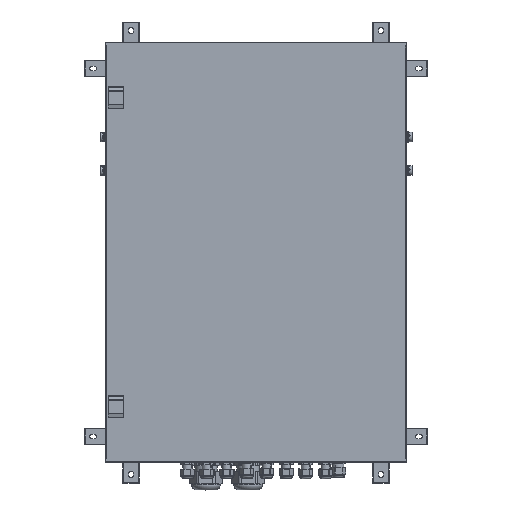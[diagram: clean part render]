
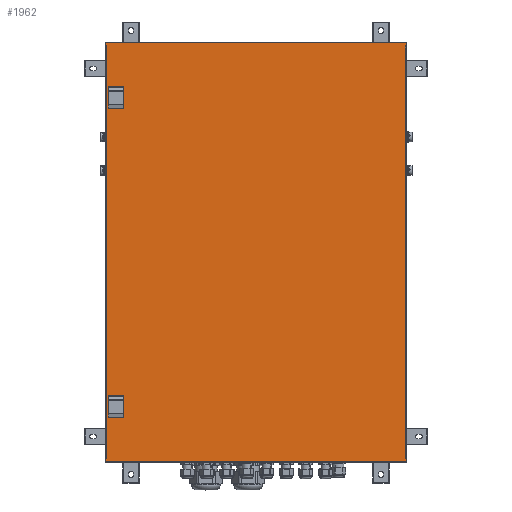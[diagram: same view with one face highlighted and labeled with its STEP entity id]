
A CAD part, top view. The second image highlights one B-rep face of the part: STEP entity #1962.
In plain terms, the highlighted planar face has unit normal (0, 0, 1).
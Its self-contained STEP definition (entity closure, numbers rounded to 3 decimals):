
#1933=AXIS2_PLACEMENT_3D('Plane Axis2P3D',#1930,#1931,#1932) ;
#176=CARTESIAN_POINT('Vertex',(571.119,55.241,316.999)) ;
#179=CARTESIAN_POINT('Line Origine',(572.219,55.241,316.999)) ;
#183=CARTESIAN_POINT('Vertex',(573.32,55.241,316.999)) ;
#246=CARTESIAN_POINT('Vertex',(571.118,790.261,316.999)) ;
#249=CARTESIAN_POINT('Line Origine',(571.118,788.029,316.999)) ;
#253=CARTESIAN_POINT('Vertex',(571.118,785.797,316.999)) ;
#256=CARTESIAN_POINT('Line Origine',(571.118,420.519,316.999)) ;
#280=CARTESIAN_POINT('Vertex',(573.32,790.261,316.999)) ;
#283=CARTESIAN_POINT('Line Origine',(572.219,790.261,316.999)) ;
#301=CARTESIAN_POINT('Line Origine',(573.32,52.339,316.999)) ;
#305=CARTESIAN_POINT('Vertex',(573.32,49.437,316.999)) ;
#354=CARTESIAN_POINT('Vertex',(573.32,796.046,316.999)) ;
#357=CARTESIAN_POINT('Line Origine',(573.32,793.154,316.999)) ;
#383=CARTESIAN_POINT('Line Origine',(305.06,796.046,316.999)) ;
#387=CARTESIAN_POINT('Vertex',(36.8,796.046,316.999)) ;
#602=CARTESIAN_POINT('Line Origine',(305.06,49.437,316.999)) ;
#606=CARTESIAN_POINT('Vertex',(36.8,49.437,316.999)) ;
#627=CARTESIAN_POINT('Line Origine',(55.56,167.74,316.999)) ;
#631=CARTESIAN_POINT('Vertex',(42.06,167.74,316.999)) ;
#633=CARTESIAN_POINT('Vertex',(69.06,167.74,316.999)) ;
#668=CARTESIAN_POINT('Line Origine',(69.06,147.74,316.999)) ;
#672=CARTESIAN_POINT('Vertex',(69.06,127.74,316.999)) ;
#759=CARTESIAN_POINT('Vertex',(42.06,127.74,316.999)) ;
#762=CARTESIAN_POINT('Line Origine',(55.56,127.74,316.999)) ;
#780=CARTESIAN_POINT('Line Origine',(55.56,717.74,316.999)) ;
#784=CARTESIAN_POINT('Vertex',(42.06,717.74,316.999)) ;
#786=CARTESIAN_POINT('Vertex',(69.06,717.74,316.999)) ;
#816=CARTESIAN_POINT('Line Origine',(69.06,697.74,316.999)) ;
#820=CARTESIAN_POINT('Vertex',(69.06,677.74,316.999)) ;
#907=CARTESIAN_POINT('Vertex',(42.06,677.74,316.999)) ;
#910=CARTESIAN_POINT('Line Origine',(55.56,677.74,316.999)) ;
#932=CARTESIAN_POINT('Vertex',(36.8,790.261,316.999)) ;
#937=CARTESIAN_POINT('Line Origine',(36.8,793.154,316.999)) ;
#942=CARTESIAN_POINT('Line Origine',(36.8,52.339,316.999)) ;
#946=CARTESIAN_POINT('Vertex',(36.8,55.241,316.999)) ;
#1527=CARTESIAN_POINT('Vertex',(39.,55.241,316.999)) ;
#1530=CARTESIAN_POINT('Line Origine',(37.9,55.241,316.999)) ;
#1547=CARTESIAN_POINT('Vertex',(39.002,790.261,316.999)) ;
#1550=CARTESIAN_POINT('Line Origine',(37.901,790.261,316.999)) ;
#1669=CARTESIAN_POINT('Line Origine',(39.001,422.751,316.999)) ;
#1892=CARTESIAN_POINT('Line Origine',(42.06,147.74,316.999)) ;
#1911=CARTESIAN_POINT('Line Origine',(42.06,697.74,316.999)) ;
#1930=CARTESIAN_POINT('Axis2P3D Location',(305.06,422.725,316.999)) ;
#180=DIRECTION('Vector Direction',(1.,0.,0.)) ;
#250=DIRECTION('Vector Direction',(0.,1.,0.)) ;
#257=DIRECTION('Vector Direction',(0.,-1.,0.)) ;
#284=DIRECTION('Vector Direction',(1.,0.,0.)) ;
#302=DIRECTION('Vector Direction',(0.,-1.,0.)) ;
#358=DIRECTION('Vector Direction',(0.,-1.,0.)) ;
#384=DIRECTION('Vector Direction',(1.,0.,0.)) ;
#603=DIRECTION('Vector Direction',(1.,0.,0.)) ;
#628=DIRECTION('Vector Direction',(1.,0.,0.)) ;
#669=DIRECTION('Vector Direction',(0.,-1.,0.)) ;
#763=DIRECTION('Vector Direction',(1.,0.,0.)) ;
#781=DIRECTION('Vector Direction',(1.,0.,0.)) ;
#817=DIRECTION('Vector Direction',(0.,-1.,0.)) ;
#911=DIRECTION('Vector Direction',(1.,0.,0.)) ;
#938=DIRECTION('Vector Direction',(0.,1.,0.)) ;
#943=DIRECTION('Vector Direction',(0.,1.,0.)) ;
#1531=DIRECTION('Vector Direction',(1.,0.,0.)) ;
#1551=DIRECTION('Vector Direction',(1.,0.,0.)) ;
#1670=DIRECTION('Vector Direction',(0.,1.,0.)) ;
#1893=DIRECTION('Vector Direction',(0.,-1.,0.)) ;
#1912=DIRECTION('Vector Direction',(0.,-1.,0.)) ;
#1931=DIRECTION('Axis2P3D Direction',(0.,0.,1.)) ;
#1932=DIRECTION('Axis2P3D XDirection',(0.,-1.,0.)) ;
#181=VECTOR('Line Direction',#180,1.) ;
#251=VECTOR('Line Direction',#250,1.) ;
#258=VECTOR('Line Direction',#257,1.) ;
#285=VECTOR('Line Direction',#284,1.) ;
#303=VECTOR('Line Direction',#302,1.) ;
#359=VECTOR('Line Direction',#358,1.) ;
#385=VECTOR('Line Direction',#384,1.) ;
#604=VECTOR('Line Direction',#603,1.) ;
#629=VECTOR('Line Direction',#628,1.) ;
#670=VECTOR('Line Direction',#669,1.) ;
#764=VECTOR('Line Direction',#763,1.) ;
#782=VECTOR('Line Direction',#781,1.) ;
#818=VECTOR('Line Direction',#817,1.) ;
#912=VECTOR('Line Direction',#911,1.) ;
#939=VECTOR('Line Direction',#938,1.) ;
#944=VECTOR('Line Direction',#943,1.) ;
#1532=VECTOR('Line Direction',#1531,1.) ;
#1552=VECTOR('Line Direction',#1551,1.) ;
#1671=VECTOR('Line Direction',#1670,1.) ;
#1894=VECTOR('Line Direction',#1893,1.) ;
#1913=VECTOR('Line Direction',#1912,1.) ;
#1936=ORIENTED_EDGE('',*,*,#389,.F.) ;
#1937=ORIENTED_EDGE('',*,*,#941,.F.) ;
#1938=ORIENTED_EDGE('',*,*,#1554,.T.) ;
#1939=ORIENTED_EDGE('',*,*,#1673,.F.) ;
#1940=ORIENTED_EDGE('',*,*,#1534,.F.) ;
#1941=ORIENTED_EDGE('',*,*,#948,.F.) ;
#1942=ORIENTED_EDGE('',*,*,#608,.F.) ;
#1943=ORIENTED_EDGE('',*,*,#307,.F.) ;
#1944=ORIENTED_EDGE('',*,*,#185,.F.) ;
#1945=ORIENTED_EDGE('',*,*,#260,.F.) ;
#1946=ORIENTED_EDGE('',*,*,#255,.F.) ;
#1947=ORIENTED_EDGE('',*,*,#287,.T.) ;
#1948=ORIENTED_EDGE('',*,*,#361,.F.) ;
#1951=ORIENTED_EDGE('',*,*,#788,.T.) ;
#1952=ORIENTED_EDGE('',*,*,#822,.T.) ;
#1953=ORIENTED_EDGE('',*,*,#914,.F.) ;
#1954=ORIENTED_EDGE('',*,*,#1915,.T.) ;
#1957=ORIENTED_EDGE('',*,*,#674,.T.) ;
#1958=ORIENTED_EDGE('',*,*,#766,.F.) ;
#1959=ORIENTED_EDGE('',*,*,#1896,.T.) ;
#1960=ORIENTED_EDGE('',*,*,#635,.T.) ;
#1955=FACE_BOUND('',#1950,.T.) ;
#1961=FACE_BOUND('',#1956,.T.) ;
#1962=ADVANCED_FACE('GEHAEUSE',(#1949,#1955,#1961),#1934,.T.) ;
#185=EDGE_CURVE('',#177,#184,#182,.T.) ;
#255=EDGE_CURVE('',#247,#254,#252,.F.) ;
#260=EDGE_CURVE('',#254,#177,#259,.T.) ;
#287=EDGE_CURVE('',#247,#281,#286,.T.) ;
#307=EDGE_CURVE('',#184,#306,#304,.T.) ;
#361=EDGE_CURVE('',#355,#281,#360,.T.) ;
#389=EDGE_CURVE('',#388,#355,#386,.T.) ;
#608=EDGE_CURVE('',#306,#607,#605,.F.) ;
#635=EDGE_CURVE('',#632,#634,#630,.T.) ;
#674=EDGE_CURVE('',#634,#673,#671,.T.) ;
#766=EDGE_CURVE('',#760,#673,#765,.T.) ;
#788=EDGE_CURVE('',#785,#787,#783,.T.) ;
#822=EDGE_CURVE('',#787,#821,#819,.T.) ;
#914=EDGE_CURVE('',#908,#821,#913,.T.) ;
#941=EDGE_CURVE('',#933,#388,#940,.T.) ;
#948=EDGE_CURVE('',#607,#947,#945,.T.) ;
#1534=EDGE_CURVE('',#947,#1528,#1533,.T.) ;
#1554=EDGE_CURVE('',#933,#1548,#1553,.T.) ;
#1673=EDGE_CURVE('',#1528,#1548,#1672,.T.) ;
#1896=EDGE_CURVE('',#760,#632,#1895,.F.) ;
#1915=EDGE_CURVE('',#908,#785,#1914,.F.) ;
#1935=EDGE_LOOP('',(#1936,#1937,#1938,#1939,#1940,#1941,#1942,#1943,#1944,#1945,#1946,#1947,#1948)) ;
#1950=EDGE_LOOP('',(#1951,#1952,#1953,#1954)) ;
#1956=EDGE_LOOP('',(#1957,#1958,#1959,#1960)) ;
#1949=FACE_OUTER_BOUND('',#1935,.T.) ;
#182=LINE('Line',#179,#181) ;
#252=LINE('Line',#249,#251) ;
#259=LINE('Line',#256,#258) ;
#286=LINE('Line',#283,#285) ;
#304=LINE('Line',#301,#303) ;
#360=LINE('Line',#357,#359) ;
#386=LINE('Line',#383,#385) ;
#605=LINE('Line',#602,#604) ;
#630=LINE('Line',#627,#629) ;
#671=LINE('Line',#668,#670) ;
#765=LINE('Line',#762,#764) ;
#783=LINE('Line',#780,#782) ;
#819=LINE('Line',#816,#818) ;
#913=LINE('Line',#910,#912) ;
#940=LINE('Line',#937,#939) ;
#945=LINE('Line',#942,#944) ;
#1533=LINE('Line',#1530,#1532) ;
#1553=LINE('Line',#1550,#1552) ;
#1672=LINE('Line',#1669,#1671) ;
#1895=LINE('Line',#1892,#1894) ;
#1914=LINE('Line',#1911,#1913) ;
#1934=PLANE('',#1933) ;
#177=VERTEX_POINT('',#176) ;
#184=VERTEX_POINT('',#183) ;
#247=VERTEX_POINT('',#246) ;
#254=VERTEX_POINT('',#253) ;
#281=VERTEX_POINT('',#280) ;
#306=VERTEX_POINT('',#305) ;
#355=VERTEX_POINT('',#354) ;
#388=VERTEX_POINT('',#387) ;
#607=VERTEX_POINT('',#606) ;
#632=VERTEX_POINT('',#631) ;
#634=VERTEX_POINT('',#633) ;
#673=VERTEX_POINT('',#672) ;
#760=VERTEX_POINT('',#759) ;
#785=VERTEX_POINT('',#784) ;
#787=VERTEX_POINT('',#786) ;
#821=VERTEX_POINT('',#820) ;
#908=VERTEX_POINT('',#907) ;
#933=VERTEX_POINT('',#932) ;
#947=VERTEX_POINT('',#946) ;
#1528=VERTEX_POINT('',#1527) ;
#1548=VERTEX_POINT('',#1547) ;
